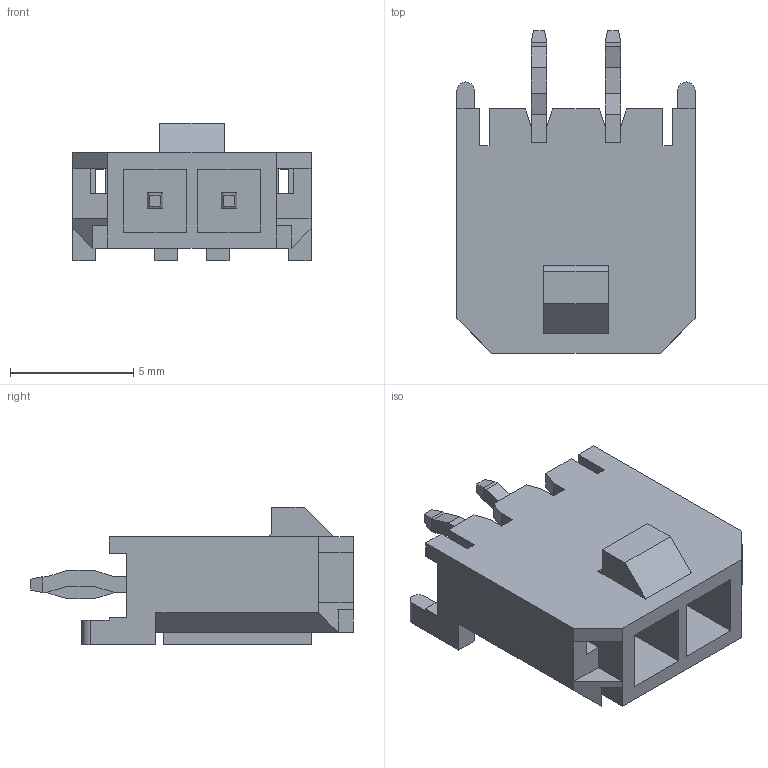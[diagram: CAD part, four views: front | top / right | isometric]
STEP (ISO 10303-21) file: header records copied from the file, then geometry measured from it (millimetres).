
FILE_DESCRIPTION( ( 'Unknown' ), '1' );
FILE_NAME( '66200211122.stp', 'Unknown', ( 'Unknown' ), ( 'Unknown' ), 'PSStep 15.0.49', 'Unknown', ' ' );
FILE_SCHEMA( ( 'AUTOMOTIVE_DESIGN { 1 0 10303 214 1 1 1 1 }' ) );
Length unit declared in the file: millimetre
Products named in the file (3): Assem1; 66200211122; 6620xx11122_PIN
Assembly tree (3 placements, depth 2):
  Assem1
    66200211122
    6620xx11122_PIN  x2
Bounding box: 9.65 x 13.08 x 5.57 mm (x, y, z)
Volume: 237.7 mm3; surface area: 680.3 mm2
Topology: 3 solids, 3 shells, 178 faces, 497 edges, 320 vertices
Faces by surface type: plane 175, cylinder 3
Entity records: 6281 total; most frequent: CARTESIAN_POINT 893, ORIENTED_EDGE 890, DIRECTION 771, EDGE_CURVE 445, LINE 439, VECTOR 439, VERTEX_POINT 288, AXIS2_PLACEMENT_3D 166
